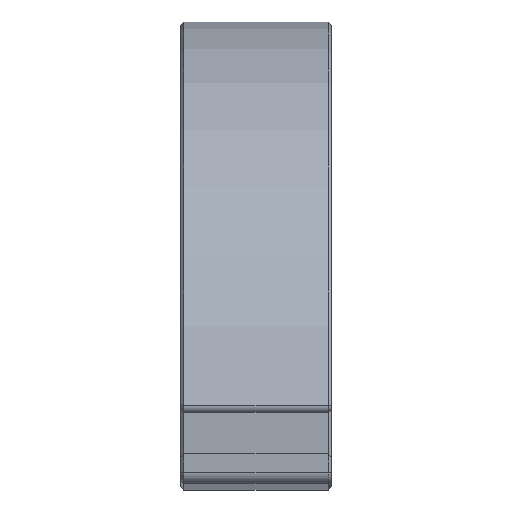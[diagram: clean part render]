
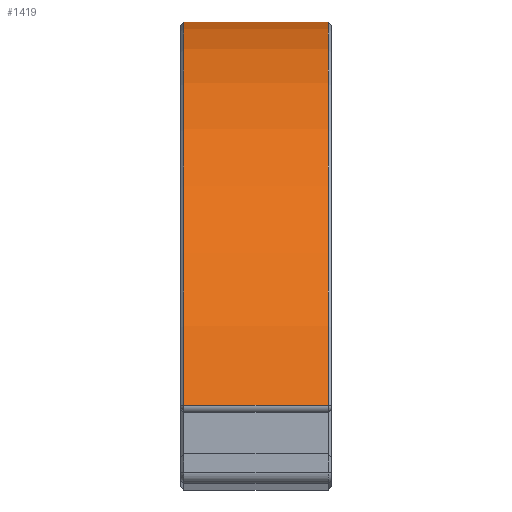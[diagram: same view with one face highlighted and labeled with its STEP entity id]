
A CAD part, top view. The second image highlights one B-rep face of the part: STEP entity #1419.
In plain terms, the highlighted cylindrical face has radius 84.562 mm (diameter 169.124 mm), a partial arc.
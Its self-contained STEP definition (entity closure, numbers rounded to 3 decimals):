
#792 = VERTEX_POINT('',#793);
#793 = CARTESIAN_POINT('',(0.6,52.5,42.));
#840 = VERTEX_POINT('',#841);
#841 = CARTESIAN_POINT('',(0.6,-13.661,124.536));
#847 = EDGE_CURVE('',#840,#792,#848,.T.);
#848 = CIRCLE('',#849,84.562);
#849 = AXIS2_PLACEMENT_3D('',#850,#851,#852);
#850 = CARTESIAN_POINT('',(0.6,-32.062,42.));
#851 = DIRECTION('',(-1.,0.,0.));
#852 = DIRECTION('',(0.,0.218,0.976)
  );
#1042 = VERTEX_POINT('',#1043);
#1043 = CARTESIAN_POINT('',(25.4,52.5,42.));
#1090 = VERTEX_POINT('',#1091);
#1091 = CARTESIAN_POINT('',(25.4,-13.661,124.536));
#1097 = EDGE_CURVE('',#1090,#1042,#1098,.T.);
#1098 = CIRCLE('',#1099,84.562);
#1099 = AXIS2_PLACEMENT_3D('',#1100,#1101,#1102);
#1100 = CARTESIAN_POINT('',(25.4,-32.062,42.));
#1101 = DIRECTION('',(-1.,0.,0.));
#1102 = DIRECTION('',(0.,0.218,0.976)
  );
#1369 = EDGE_CURVE('',#792,#1042,#1370,.T.);
#1370 = LINE('',#1371,#1372);
#1371 = CARTESIAN_POINT('',(0.,52.5,42.));
#1372 = VECTOR('',#1373,1.);
#1373 = DIRECTION('',(1.,0.,0.));
#1419 = ADVANCED_FACE('',(#1420),#1431,.T.);
#1420 = FACE_BOUND('',#1421,.F.);
#1421 = EDGE_LOOP('',(#1422,#1423,#1424,#1430));
#1422 = ORIENTED_EDGE('',*,*,#1369,.T.);
#1423 = ORIENTED_EDGE('',*,*,#1097,.F.);
#1424 = ORIENTED_EDGE('',*,*,#1425,.F.);
#1425 = EDGE_CURVE('',#840,#1090,#1426,.T.);
#1426 = LINE('',#1427,#1428);
#1427 = CARTESIAN_POINT('',(0.,-13.661,
    124.536));
#1428 = VECTOR('',#1429,1.);
#1429 = DIRECTION('',(1.,0.,0.));
#1430 = ORIENTED_EDGE('',*,*,#847,.T.);
#1431 = CYLINDRICAL_SURFACE('',#1432,84.562);
#1432 = AXIS2_PLACEMENT_3D('',#1433,#1434,#1435);
#1433 = CARTESIAN_POINT('',(0.,-32.062,42.));
#1434 = DIRECTION('',(-1.,0.,0.));
#1435 = DIRECTION('',(0.,1.,0.));
